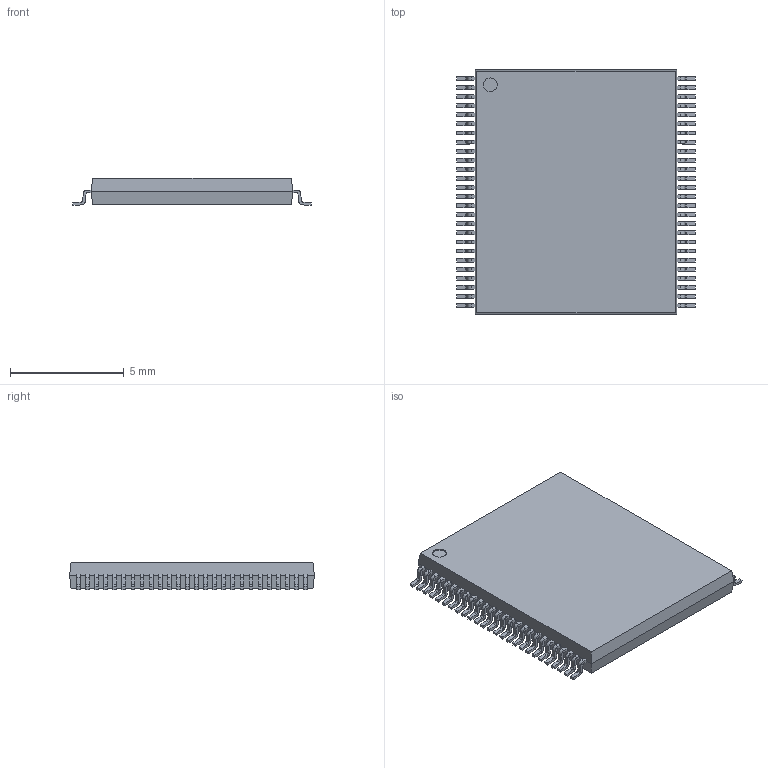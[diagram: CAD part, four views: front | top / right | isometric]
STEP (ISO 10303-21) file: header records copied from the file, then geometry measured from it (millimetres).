
FILE_DESCRIPTION((''),'2;1');
FILE_NAME('SOP40P1049X120-52N.stp','2013-02-21T10:52:27',(''),(''),'Mechanical Desktop 2011','Mechanical Desktop 2011',', , ');
FILE_SCHEMA(('AUTOMOTIVE_DESIGN { 1 2 10303 214 1 1 1 1 }'));
Length unit declared in the file: millimetre
Products named in the file (1): Product
Bounding box: 10.51 x 10.79 x 1.2 mm (x, y, z)
Volume: 110.1 mm3; surface area: 271 mm2
Topology: 53 solids, 53 shells, 741 faces, 1898 edges, 1264 vertices
Faces by surface type: bspline 364, plane 271, cylinder 106
Entity records: 23732 total; most frequent: CARTESIAN_POINT 6452, ORIENTED_EDGE 3796, DIRECTION 3074, EDGE_CURVE 1898, VECTOR 1478, LINE 1478, VERTEX_POINT 1264, AXIS2_PLACEMENT_3D 798
